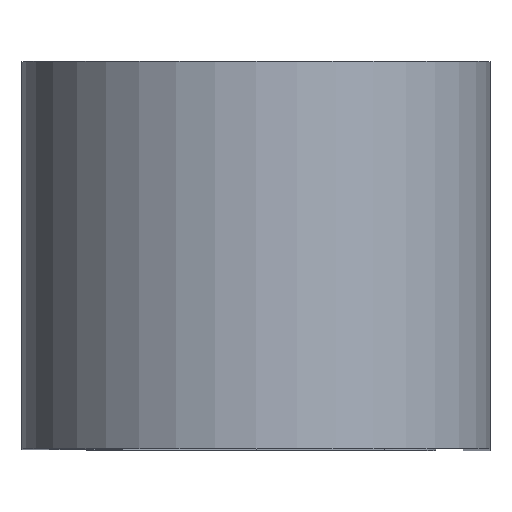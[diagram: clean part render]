
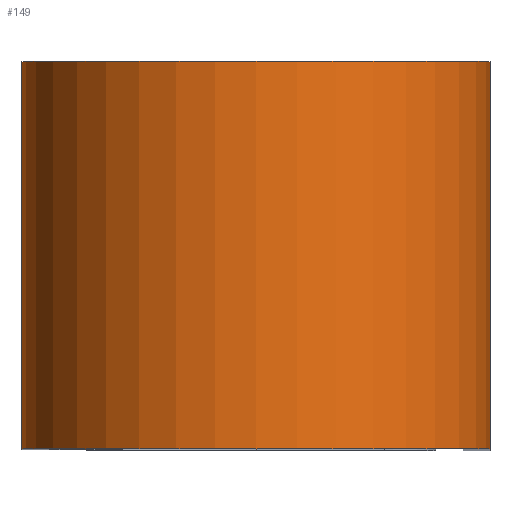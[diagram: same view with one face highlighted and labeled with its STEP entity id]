
A CAD part, top view. The second image highlights one B-rep face of the part: STEP entity #149.
In plain terms, the highlighted cylindrical face has radius 13.424 mm (diameter 26.848 mm), a partial arc.
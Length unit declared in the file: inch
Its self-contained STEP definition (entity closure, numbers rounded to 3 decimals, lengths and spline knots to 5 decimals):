
#19 = VECTOR ( 'NONE', #577, 39.37008 ) ;
#32 = EDGE_CURVE ( 'NONE', #297, #625, #595, .T. ) ;
#38 = CARTESIAN_POINT ( 'NONE',  ( 0., 0.4375, 0.937 ) ) ;
#90 = DIRECTION ( 'NONE',  ( 0., -1., 0. ) ) ;
#149 = ADVANCED_FACE ( 'NONE', ( #396 ), #709, .T. ) ;
#157 = DIRECTION ( 'NONE',  ( 0., 1., 0. ) ) ;
#186 = CARTESIAN_POINT ( 'NONE',  ( 0., 0.4375, 0.937 ) ) ;
#189 = AXIS2_PLACEMENT_3D ( 'NONE', #38, #769, #568 ) ;
#235 = EDGE_LOOP ( 'NONE', ( #275, #701, #541, #281 ) ) ;
#250 = DIRECTION ( 'NONE',  ( 1., 0., 0. ) ) ;
#275 = ORIENTED_EDGE ( 'NONE', *, *, #663, .T. ) ;
#278 = EDGE_CURVE ( 'NONE', #661, #297, #352, .T. ) ;
#281 = ORIENTED_EDGE ( 'NONE', *, *, #842, .T. ) ;
#297 = VERTEX_POINT ( 'NONE', #589 ) ;
#352 = CIRCLE ( 'NONE', #540, 0.5285 ) ;
#374 = CARTESIAN_POINT ( 'NONE',  ( -0.5285, 0.4375, 0.937 ) ) ;
#396 = FACE_OUTER_BOUND ( 'NONE', #235, .T. ) ;
#433 = VECTOR ( 'NONE', #90, 39.37008 ) ;
#451 = CIRCLE ( 'NONE', #753, 0.5285 ) ;
#456 = VERTEX_POINT ( 'NONE', #603 ) ;
#484 = CARTESIAN_POINT ( 'NONE',  ( 0.5285, -0.4375, 0.937 ) ) ;
#540 = AXIS2_PLACEMENT_3D ( 'NONE', #186, #655, #250 ) ;
#541 = ORIENTED_EDGE ( 'NONE', *, *, #278, .F. ) ;
#543 = LINE ( 'NONE', #374, #19 ) ;
#552 = CARTESIAN_POINT ( 'NONE',  ( 0., -0.4375, 0.937 ) ) ;
#568 = DIRECTION ( 'NONE',  ( 0., 0., -1. ) ) ;
#577 = DIRECTION ( 'NONE',  ( 0., -1., 0. ) ) ;
#589 = CARTESIAN_POINT ( 'NONE',  ( 0.5285, 0.4375, 0.937 ) ) ;
#595 = LINE ( 'NONE', #628, #433 ) ;
#603 = CARTESIAN_POINT ( 'NONE',  ( -0.5285, -0.4375, 0.937 ) ) ;
#625 = VERTEX_POINT ( 'NONE', #484 ) ;
#627 = DIRECTION ( 'NONE',  ( 1., 0., 0. ) ) ;
#628 = CARTESIAN_POINT ( 'NONE',  ( 0.5285, 0.4375, 0.937 ) ) ;
#655 = DIRECTION ( 'NONE',  ( 0., 1., 0. ) ) ;
#661 = VERTEX_POINT ( 'NONE', #755 ) ;
#663 = EDGE_CURVE ( 'NONE', #456, #625, #451, .T. ) ;
#701 = ORIENTED_EDGE ( 'NONE', *, *, #32, .F. ) ;
#709 = CYLINDRICAL_SURFACE ( 'NONE', #189, 0.5285 ) ;
#753 = AXIS2_PLACEMENT_3D ( 'NONE', #552, #157, #627 ) ;
#755 = CARTESIAN_POINT ( 'NONE',  ( -0.5285, 0.4375, 0.937 ) ) ;
#769 = DIRECTION ( 'NONE',  ( 0., -1., 0. ) ) ;
#842 = EDGE_CURVE ( 'NONE', #661, #456, #543, .T. ) ;
